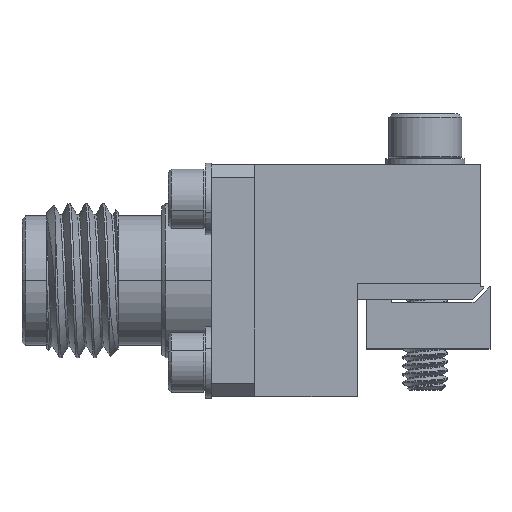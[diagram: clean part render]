
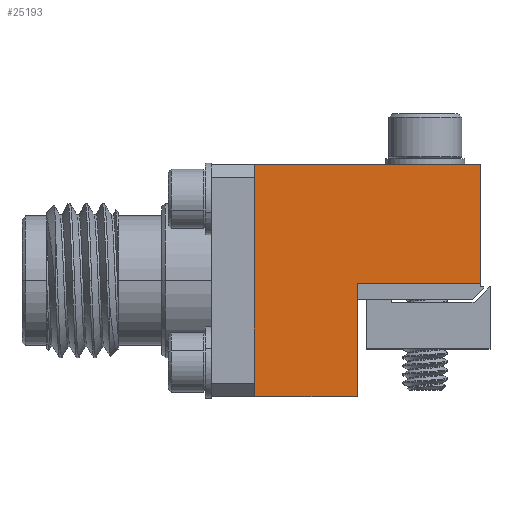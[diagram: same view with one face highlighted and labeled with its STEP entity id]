
A CAD part, top view. The second image highlights one B-rep face of the part: STEP entity #25193.
In plain terms, the highlighted planar face has unit normal (0, 0, 1).
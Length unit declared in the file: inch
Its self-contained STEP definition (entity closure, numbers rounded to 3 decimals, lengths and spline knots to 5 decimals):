
#814 = VERTEX_POINT ( 'NONE', #7703 ) ;
#854 = LINE ( 'NONE', #17216, #5074 ) ;
#1080 = VERTEX_POINT ( 'NONE', #14812 ) ;
#1864 = ORIENTED_EDGE ( 'NONE', *, *, #19862, .T. ) ;
#3158 = DIRECTION ( 'NONE',  ( -1., 0., 0. ) ) ;
#4959 = LINE ( 'NONE', #18348, #21701 ) ;
#4969 = EDGE_CURVE ( 'NONE', #17297, #21555, #854, .T. ) ;
#5038 = VECTOR ( 'NONE', #3158, 39.37008 ) ;
#5074 = VECTOR ( 'NONE', #19253, 39.37008 ) ;
#7004 = PLANE ( 'NONE',  #10874 ) ;
#7087 = CARTESIAN_POINT ( 'NONE',  ( 0., 0., 0.25 ) ) ;
#7703 = CARTESIAN_POINT ( 'NONE',  ( 0.1835, -0.0055, 0.25 ) ) ;
#7721 = CARTESIAN_POINT ( 'NONE',  ( -0.1835, -0.1875, 0.25 ) ) ;
#7884 = LINE ( 'NONE', #8985, #16621 ) ;
#8565 = EDGE_CURVE ( 'NONE', #814, #9427, #23622, .T. ) ;
#8692 = DIRECTION ( 'NONE',  ( 0., 1., 0. ) ) ;
#8985 = CARTESIAN_POINT ( 'NONE',  ( -0.1835, -0.1875, 0.25 ) ) ;
#9103 = CARTESIAN_POINT ( 'NONE',  ( -0.0165, -0.0055, 0.25 ) ) ;
#9231 = EDGE_LOOP ( 'NONE', ( #1864, #25188, #12938, #16615, #22731, #25525 ) ) ;
#9427 = VERTEX_POINT ( 'NONE', #12135 ) ;
#9657 = CARTESIAN_POINT ( 'NONE',  ( -0.1835, 0.1875, 0.25 ) ) ;
#9983 = EDGE_CURVE ( 'NONE', #12983, #1080, #4959, .T. ) ;
#10372 = EDGE_CURVE ( 'NONE', #814, #12983, #12719, .T. ) ;
#10874 = AXIS2_PLACEMENT_3D ( 'NONE', #7087, #23111, #14976 ) ;
#11387 = CARTESIAN_POINT ( 'NONE',  ( -0.1835, 0.1875, 0.25 ) ) ;
#12135 = CARTESIAN_POINT ( 'NONE',  ( 0.1835, 0.1875, 0.25 ) ) ;
#12655 = DIRECTION ( 'NONE',  ( -1., 0., 0. ) ) ;
#12719 = LINE ( 'NONE', #20961, #13341 ) ;
#12789 = CARTESIAN_POINT ( 'NONE',  ( 0.1835, -0.1875, 0.25 ) ) ;
#12938 = ORIENTED_EDGE ( 'NONE', *, *, #10372, .F. ) ;
#12980 = DIRECTION ( 'NONE',  ( 1., 0., 0. ) ) ;
#12983 = VERTEX_POINT ( 'NONE', #9103 ) ;
#13341 = VECTOR ( 'NONE', #12655, 39.37008 ) ;
#14812 = CARTESIAN_POINT ( 'NONE',  ( -0.0165, -0.1875, 0.25 ) ) ;
#14976 = DIRECTION ( 'NONE',  ( -1., 0., 0. ) ) ;
#16615 = ORIENTED_EDGE ( 'NONE', *, *, #8565, .T. ) ;
#16621 = VECTOR ( 'NONE', #12980, 39.37008 ) ;
#17216 = CARTESIAN_POINT ( 'NONE',  ( -0.1835, -0.1875, 0.25 ) ) ;
#17297 = VERTEX_POINT ( 'NONE', #11387 ) ;
#17490 = FACE_OUTER_BOUND ( 'NONE', #9231, .T. ) ;
#18348 = CARTESIAN_POINT ( 'NONE',  ( -0.0165, -0.1875, 0.25 ) ) ;
#18583 = EDGE_CURVE ( 'NONE', #9427, #17297, #21752, .T. ) ;
#19253 = DIRECTION ( 'NONE',  ( 0., -1., 0. ) ) ;
#19862 = EDGE_CURVE ( 'NONE', #21555, #1080, #7884, .T. ) ;
#20648 = DIRECTION ( 'NONE',  ( 0., -1., 0. ) ) ;
#20723 = VECTOR ( 'NONE', #8692, 39.37008 ) ;
#20961 = CARTESIAN_POINT ( 'NONE',  ( 0.1835, -0.0055, 0.25 ) ) ;
#21555 = VERTEX_POINT ( 'NONE', #7721 ) ;
#21701 = VECTOR ( 'NONE', #20648, 39.37008 ) ;
#21752 = LINE ( 'NONE', #9657, #5038 ) ;
#22731 = ORIENTED_EDGE ( 'NONE', *, *, #18583, .T. ) ;
#23111 = DIRECTION ( 'NONE',  ( 0., 0., -1. ) ) ;
#23622 = LINE ( 'NONE', #12789, #20723 ) ;
#25188 = ORIENTED_EDGE ( 'NONE', *, *, #9983, .F. ) ;
#25193 = ADVANCED_FACE ( 'NONE', ( #17490 ), #7004, .F. ) ;
#25525 = ORIENTED_EDGE ( 'NONE', *, *, #4969, .T. ) ;
